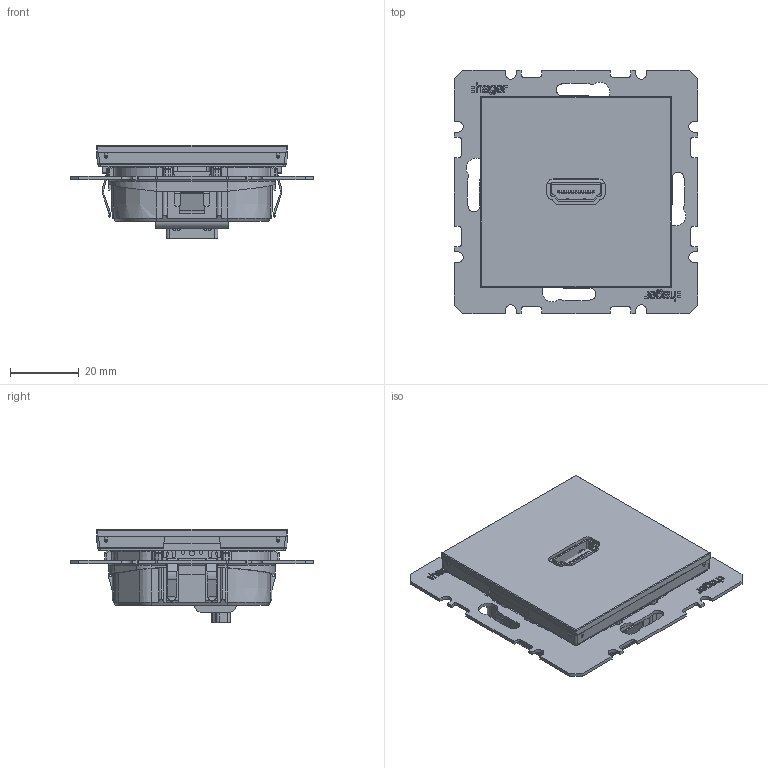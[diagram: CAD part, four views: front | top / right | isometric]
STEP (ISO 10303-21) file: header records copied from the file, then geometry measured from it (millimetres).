
FILE_DESCRIPTION((''),'2;1');
FILE_NAME('WAF4379_GEN_ASM','2025-10-13T11:50:22',('andolfs'),(''),'CREO PARAMETRIC BY PTC INC, 2025010','CREO PARAMETRIC BY PTC INC, 2025010','');
FILE_SCHEMA(('CONFIG_CONTROL_DESIGN','SHAPE_APPEARANCE_LAYERS_GROUPS'));
Products named in the file (15): W4G0158_18; W3A0382_GEN; 9204231001; W4G0491_00; 9204262000; RECEPTACLE_1000002147_PAE_000_AC; OVERMOLD_BESTA_1000001; 471510031_1000002212_PAE_000_AA; SCREW_HDMI_1000002214_PAE_000_AA; SNAP-RING_HDMI_1000002215_PAE_000_AA; NUT_HDMI_1000002216_PAE_000_AA; WASHER_1000003234_PAE_000_AA; HDMI_CONNECTOR__1000002213_PRE_000_AA_ASM; W2T0103_00_ASM; WAF4379_GEN_ASM
Assembly tree (20 placements, depth 4):
  WAF4379_GEN_ASM
    W4G0158_18
    W3A0382_GEN
    9204231001  x2
    W2T0103_00_ASM
      W4G0491_00
      9204262000
      RECEPTACLE_1000002147_PAE_000_AC
      HDMI_CONNECTOR__1000002213_PRE_000_AA_ASM
        OVERMOLD_BESTA_1000001
        471510031_1000002212_PAE_000_AA  x2
        SCREW_HDMI_1000002214_PAE_000_AA  x2
        SNAP-RING_HDMI_1000002215_PAE_000_AA  x2
        NUT_HDMI_1000002216_PAE_000_AA  x2
        WASHER_1000003234_PAE_000_AA  x2
Bounding box: 70.9 x 70.9 x 27.15 mm (x, y, z)
Volume: 23961.3 mm3; surface area: 31498.1 mm2
Topology: 16 solids, 16 shells, 4855 faces, 13704 edges, 8753 vertices
Faces by surface type: plane 3159, cylinder 1281, bspline 172, sphere 80, torus 77, cone 75, extrusion 11
Entity records: 137843 total; most frequent: CARTESIAN_POINT 33891, ORIENTED_EDGE 19234, DIRECTION 17251, EDGE_CURVE 9617, VECTOR 7157, LINE 7146, VERTEX_POINT 6144, AXIS2_PLACEMENT_3D 5047
